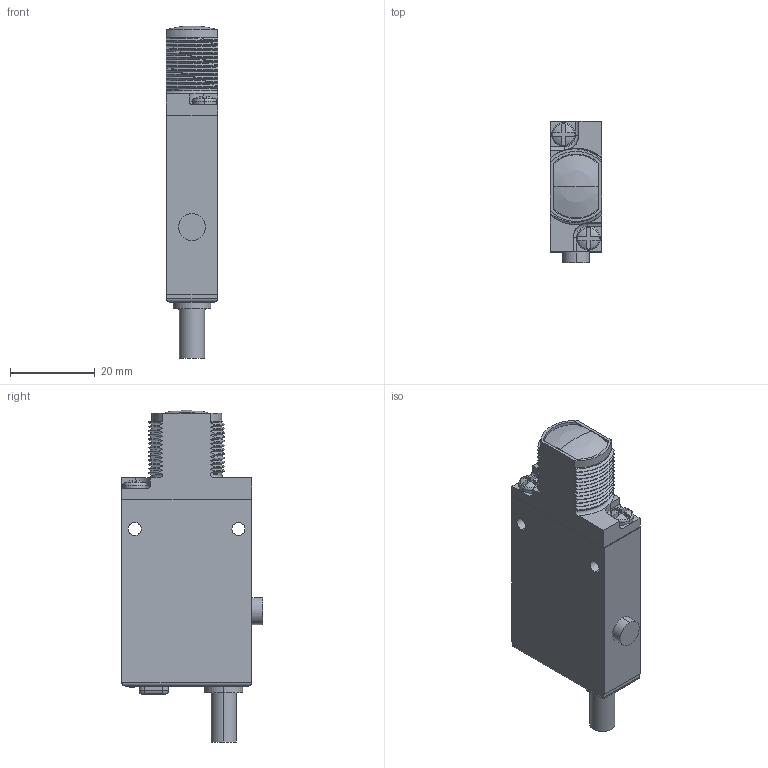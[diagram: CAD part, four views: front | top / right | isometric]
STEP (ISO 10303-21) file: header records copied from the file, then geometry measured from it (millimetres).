
FILE_DESCRIPTION((''),'2;1');
FILE_NAME('154485_SW','2011-01-10T',('banengservice'),('BANNER ENGINEERING'),'PRO/ENGINEER BY PARAMETRIC TECHNOLOGY CORPORATION, 2009141','PRO/ENGINEER BY PARAMETRIC TECHNOLOGY CORPORATION, 2009141','');
FILE_SCHEMA(('CONFIG_CONTROL_DESIGN'));
Length unit declared in the file: inch
Products named in the file (1): 154485_SW
Bounding box: 12.09 x 33.27 x 78.14 mm (x, y, z)
Volume: 8118.9 mm3; surface area: 13584.4 mm2
Topology: 3 solids, 5 shells, 674 faces, 1826 edges, 1187 vertices
Faces by surface type: plane 365, cylinder 184, bspline 85, sphere 14, cone 14, torus 12
Entity records: 26843 total; most frequent: CARTESIAN_POINT 10281, ORIENTED_EDGE 3640, DIRECTION 3121, EDGE_CURVE 1820, VERTEX_POINT 1187, VECTOR 1151, LINE 1151, AXIS2_PLACEMENT_3D 985
